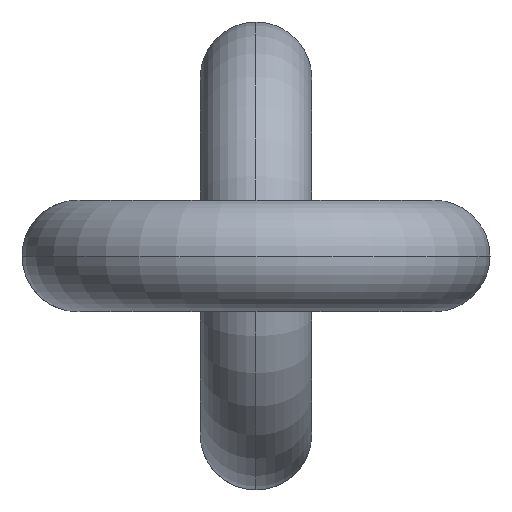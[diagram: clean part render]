
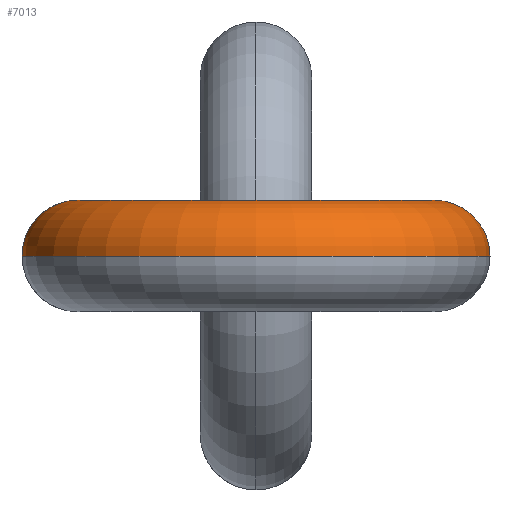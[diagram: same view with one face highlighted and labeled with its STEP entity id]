
A CAD part, left-side view. The second image highlights one B-rep face of the part: STEP entity #7013.
In plain terms, the highlighted toroidal (fillet/blend) face has major radius 9.6 mm and minor radius 3 mm.
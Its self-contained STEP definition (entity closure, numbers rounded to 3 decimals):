
#305 = ORIENTED_EDGE ( 'NONE', *, *, #11128, .F. ) ;
#529 = AXIS2_PLACEMENT_3D ( 'NONE', #6323, #12031, #6410 ) ;
#789 = CARTESIAN_POINT ( 'NONE',  ( -14.4, 0., -6.6 ) ) ;
#1077 = CARTESIAN_POINT ( 'NONE',  ( -14.4, 0., 12.6 ) ) ;
#1502 = DIRECTION ( 'NONE',  ( -1., 0., 0. ) ) ;
#1974 = ORIENTED_EDGE ( 'NONE', *, *, #6176, .F. ) ;
#2855 = EDGE_LOOP ( 'NONE', ( #1974, #12027, #4827, #305 ) ) ;
#2930 = AXIS2_PLACEMENT_3D ( 'NONE', #8160, #1502, #8119 ) ;
#2981 = CARTESIAN_POINT ( 'NONE',  ( -14.4, 0., 0. ) ) ;
#3124 = DIRECTION ( 'NONE',  ( 0., 0., 1. ) ) ;
#3493 = CARTESIAN_POINT ( 'NONE',  ( -14.4, 0., 6.6 ) ) ;
#4272 = CIRCLE ( 'NONE', #5511, 12.6 ) ;
#4827 = ORIENTED_EDGE ( 'NONE', *, *, #8656, .T. ) ;
#5511 = AXIS2_PLACEMENT_3D ( 'NONE', #7902, #11605, #3124 ) ;
#5806 = CIRCLE ( 'NONE', #7300, 6.6 ) ;
#5943 = DIRECTION ( 'NONE',  ( 0., 1., 0. ) ) ;
#6176 = EDGE_CURVE ( 'NONE', #7489, #7582, #11363, .T. ) ;
#6181 = DIRECTION ( 'NONE',  ( 0., 1., 0. ) ) ;
#6323 = CARTESIAN_POINT ( 'NONE',  ( -14.4, 0., -9.6 ) ) ;
#6410 = DIRECTION ( 'NONE',  ( 0., 0., -1. ) ) ;
#7013 = ADVANCED_FACE ( 'NONE', ( #9745 ), #7535, .T. ) ;
#7300 = AXIS2_PLACEMENT_3D ( 'NONE', #11802, #6181, #9923 ) ;
#7318 = VERTEX_POINT ( 'NONE', #1077 ) ;
#7489 = VERTEX_POINT ( 'NONE', #10882 ) ;
#7535 = TOROIDAL_SURFACE ( 'NONE', #10222, 9.6, 3. ) ;
#7582 = VERTEX_POINT ( 'NONE', #789 ) ;
#7902 = CARTESIAN_POINT ( 'NONE',  ( -14.4, 0., 0. ) ) ;
#8119 = DIRECTION ( 'NONE',  ( 0., 0., 1. ) ) ;
#8160 = CARTESIAN_POINT ( 'NONE',  ( -14.4, 0., 9.6 ) ) ;
#8256 = CIRCLE ( 'NONE', #2930, 3. ) ;
#8632 = VERTEX_POINT ( 'NONE', #3493 ) ;
#8656 = EDGE_CURVE ( 'NONE', #7318, #8632, #8256, .T. ) ;
#8916 = EDGE_CURVE ( 'NONE', #7489, #7318, #4272, .T. ) ;
#9702 = DIRECTION ( 'NONE',  ( 0., 0., 1. ) ) ;
#9745 = FACE_OUTER_BOUND ( 'NONE', #2855, .T. ) ;
#9923 = DIRECTION ( 'NONE',  ( 0., 0., 1. ) ) ;
#10222 = AXIS2_PLACEMENT_3D ( 'NONE', #2981, #5943, #9702 ) ;
#10882 = CARTESIAN_POINT ( 'NONE',  ( -14.4, 0., -12.6 ) ) ;
#11128 = EDGE_CURVE ( 'NONE', #7582, #8632, #5806, .T. ) ;
#11363 = CIRCLE ( 'NONE', #529, 3. ) ;
#11605 = DIRECTION ( 'NONE',  ( 0., 1., 0. ) ) ;
#11802 = CARTESIAN_POINT ( 'NONE',  ( -14.4, 0., 0. ) ) ;
#12027 = ORIENTED_EDGE ( 'NONE', *, *, #8916, .T. ) ;
#12031 = DIRECTION ( 'NONE',  ( 1., 0., 0. ) ) ;
